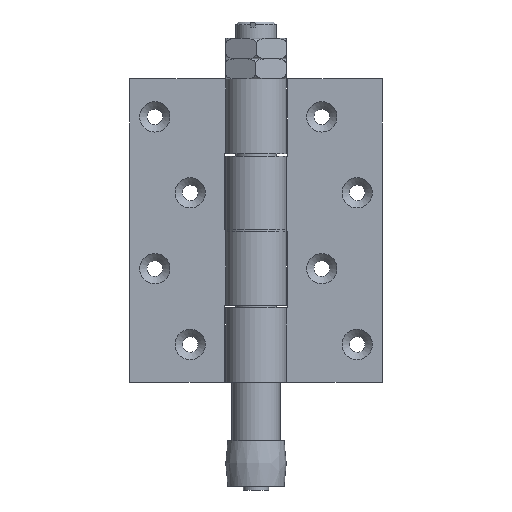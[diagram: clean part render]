
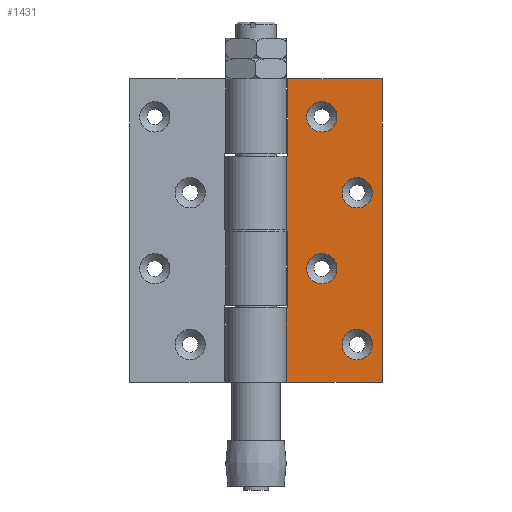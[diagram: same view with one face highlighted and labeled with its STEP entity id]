
A CAD part, left-side view. The second image highlights one B-rep face of the part: STEP entity #1431.
In plain terms, the highlighted face is planar.
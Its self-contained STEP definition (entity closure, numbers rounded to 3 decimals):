
#91=FACE_BOUND('',#482,.T.);
#92=FACE_BOUND('',#483,.T.);
#93=FACE_BOUND('',#484,.T.);
#94=FACE_BOUND('',#485,.T.);
#148=LINE('',#2486,#242);
#152=LINE('',#2502,#246);
#155=LINE('',#2508,#249);
#158=LINE('',#2523,#252);
#162=LINE('',#2539,#256);
#165=LINE('',#2545,#259);
#166=LINE('',#2547,#260);
#167=LINE('',#2549,#261);
#168=LINE('',#2550,#262);
#169=LINE('',#2551,#263);
#242=VECTOR('',#2012,10.);
#246=VECTOR('',#2026,10.);
#249=VECTOR('',#2031,10.);
#252=VECTOR('',#2044,10.);
#256=VECTOR('',#2058,10.);
#259=VECTOR('',#2063,10.);
#260=VECTOR('',#2064,10.);
#261=VECTOR('',#2065,10.);
#262=VECTOR('',#2066,10.);
#263=VECTOR('',#2067,10.);
#331=PLANE('',#1730);
#396=FACE_OUTER_BOUND('',#481,.T.);
#481=EDGE_LOOP('',(#1161,#1162,#1163,#1164,#1165,#1166,#1167,#1168,#1169,
#1170));
#482=EDGE_LOOP('',(#1171,#1172));
#483=EDGE_LOOP('',(#1173,#1174));
#484=EDGE_LOOP('',(#1175,#1176));
#485=EDGE_LOOP('',(#1177,#1178));
#569=CIRCLE('',#1686,6.);
#570=CIRCLE('',#1687,6.);
#574=CIRCLE('',#1693,6.);
#575=CIRCLE('',#1694,6.);
#579=CIRCLE('',#1700,6.);
#580=CIRCLE('',#1701,6.);
#584=CIRCLE('',#1707,6.);
#585=CIRCLE('',#1708,6.);
#671=VERTEX_POINT('',#2428);
#672=VERTEX_POINT('',#2429);
#676=VERTEX_POINT('',#2442);
#677=VERTEX_POINT('',#2443);
#681=VERTEX_POINT('',#2456);
#682=VERTEX_POINT('',#2457);
#686=VERTEX_POINT('',#2470);
#687=VERTEX_POINT('',#2471);
#691=VERTEX_POINT('',#2484);
#692=VERTEX_POINT('',#2485);
#699=VERTEX_POINT('',#2501);
#701=VERTEX_POINT('',#2507);
#707=VERTEX_POINT('',#2521);
#708=VERTEX_POINT('',#2522);
#715=VERTEX_POINT('',#2538);
#717=VERTEX_POINT('',#2544);
#718=VERTEX_POINT('',#2546);
#719=VERTEX_POINT('',#2548);
#827=EDGE_CURVE('',#671,#672,#569,.T.);
#828=EDGE_CURVE('',#672,#671,#570,.T.);
#834=EDGE_CURVE('',#676,#677,#574,.T.);
#835=EDGE_CURVE('',#677,#676,#575,.T.);
#841=EDGE_CURVE('',#681,#682,#579,.T.);
#842=EDGE_CURVE('',#682,#681,#580,.T.);
#848=EDGE_CURVE('',#686,#687,#584,.T.);
#849=EDGE_CURVE('',#687,#686,#585,.T.);
#855=EDGE_CURVE('',#691,#692,#148,.T.);
#863=EDGE_CURVE('',#699,#691,#152,.T.);
#866=EDGE_CURVE('',#701,#699,#155,.T.);
#873=EDGE_CURVE('',#707,#708,#158,.T.);
#881=EDGE_CURVE('',#715,#707,#162,.T.);
#884=EDGE_CURVE('',#717,#692,#165,.T.);
#885=EDGE_CURVE('',#717,#718,#166,.T.);
#886=EDGE_CURVE('',#718,#719,#167,.T.);
#887=EDGE_CURVE('',#719,#715,#168,.T.);
#888=EDGE_CURVE('',#701,#708,#169,.T.);
#1161=ORIENTED_EDGE('',*,*,#866,.T.);
#1162=ORIENTED_EDGE('',*,*,#863,.T.);
#1163=ORIENTED_EDGE('',*,*,#855,.T.);
#1164=ORIENTED_EDGE('',*,*,#884,.F.);
#1165=ORIENTED_EDGE('',*,*,#885,.T.);
#1166=ORIENTED_EDGE('',*,*,#886,.T.);
#1167=ORIENTED_EDGE('',*,*,#887,.T.);
#1168=ORIENTED_EDGE('',*,*,#881,.T.);
#1169=ORIENTED_EDGE('',*,*,#873,.T.);
#1170=ORIENTED_EDGE('',*,*,#888,.F.);
#1171=ORIENTED_EDGE('',*,*,#827,.T.);
#1172=ORIENTED_EDGE('',*,*,#828,.T.);
#1173=ORIENTED_EDGE('',*,*,#834,.T.);
#1174=ORIENTED_EDGE('',*,*,#835,.T.);
#1175=ORIENTED_EDGE('',*,*,#841,.T.);
#1176=ORIENTED_EDGE('',*,*,#842,.T.);
#1177=ORIENTED_EDGE('',*,*,#848,.T.);
#1178=ORIENTED_EDGE('',*,*,#849,.T.);
#1431=ADVANCED_FACE('',(#396,#91,#92,#93,#94),#331,.T.);
#1686=AXIS2_PLACEMENT_3D('',#2430,#1948,#1949);
#1687=AXIS2_PLACEMENT_3D('',#2431,#1950,#1951);
#1693=AXIS2_PLACEMENT_3D('',#2444,#1964,#1965);
#1694=AXIS2_PLACEMENT_3D('',#2445,#1966,#1967);
#1700=AXIS2_PLACEMENT_3D('',#2458,#1980,#1981);
#1701=AXIS2_PLACEMENT_3D('',#2459,#1982,#1983);
#1707=AXIS2_PLACEMENT_3D('',#2472,#1996,#1997);
#1708=AXIS2_PLACEMENT_3D('',#2473,#1998,#1999);
#1730=AXIS2_PLACEMENT_3D('',#2543,#2061,#2062);
#1948=DIRECTION('center_axis',(0.,1.,0.));
#1949=DIRECTION('ref_axis',(1.,0.,0.));
#1950=DIRECTION('center_axis',(0.,1.,0.));
#1951=DIRECTION('ref_axis',(1.,0.,0.));
#1964=DIRECTION('center_axis',(0.,1.,0.));
#1965=DIRECTION('ref_axis',(1.,0.,0.));
#1966=DIRECTION('center_axis',(0.,1.,0.));
#1967=DIRECTION('ref_axis',(1.,0.,0.));
#1980=DIRECTION('center_axis',(0.,1.,0.));
#1981=DIRECTION('ref_axis',(1.,0.,0.));
#1982=DIRECTION('center_axis',(0.,1.,0.));
#1983=DIRECTION('ref_axis',(1.,0.,0.));
#1996=DIRECTION('center_axis',(0.,1.,0.));
#1997=DIRECTION('ref_axis',(1.,0.,0.));
#1998=DIRECTION('center_axis',(0.,1.,0.));
#1999=DIRECTION('ref_axis',(1.,0.,0.));
#2012=DIRECTION('',(1.,0.,0.));
#2026=DIRECTION('',(0.,0.,1.));
#2031=DIRECTION('',(-1.,0.,0.));
#2044=DIRECTION('',(1.,0.,0.));
#2058=DIRECTION('',(0.,0.,1.));
#2061=DIRECTION('center_axis',(0.,-1.,0.));
#2062=DIRECTION('ref_axis',(0.,0.,-1.));
#2063=DIRECTION('',(0.,0.,-1.));
#2064=DIRECTION('',(-1.,0.,0.));
#2065=DIRECTION('',(0.,0.,-1.));
#2066=DIRECTION('',(1.,0.,0.));
#2067=DIRECTION('',(0.,0.,-1.));
#2428=CARTESIAN_POINT('',(-34.,0.,-15.));
#2429=CARTESIAN_POINT('',(-46.,0.,-15.));
#2430=CARTESIAN_POINT('Origin',(-40.,0.,-15.));
#2431=CARTESIAN_POINT('Origin',(-40.,0.,-15.));
#2442=CARTESIAN_POINT('',(-34.,0.,45.));
#2443=CARTESIAN_POINT('',(-46.,0.,45.));
#2444=CARTESIAN_POINT('Origin',(-40.,0.,45.));
#2445=CARTESIAN_POINT('Origin',(-40.,0.,45.));
#2456=CARTESIAN_POINT('',(-20.,0.,15.));
#2457=CARTESIAN_POINT('',(-32.,0.,15.));
#2458=CARTESIAN_POINT('Origin',(-26.,0.,15.));
#2459=CARTESIAN_POINT('Origin',(-26.,0.,15.));
#2470=CARTESIAN_POINT('',(-20.,0.,-45.));
#2471=CARTESIAN_POINT('',(-32.,0.,-45.));
#2472=CARTESIAN_POINT('Origin',(-26.,0.,-45.));
#2473=CARTESIAN_POINT('Origin',(-26.,0.,-45.));
#2484=CARTESIAN_POINT('',(-12.54,0.,30.5));
#2485=CARTESIAN_POINT('',(-12.054,0.,30.5));
#2486=CARTESIAN_POINT('',(12.057,0.,30.5));
#2501=CARTESIAN_POINT('',(-12.54,0.,0.4));
#2502=CARTESIAN_POINT('',(-12.54,0.,15.25));
#2507=CARTESIAN_POINT('',(-12.054,0.,0.4));
#2508=CARTESIAN_POINT('',(-10.295,0.,0.4));
#2521=CARTESIAN_POINT('',(-12.54,0.,-29.5));
#2522=CARTESIAN_POINT('',(-12.054,0.,-29.5));
#2523=CARTESIAN_POINT('',(12.057,0.,-29.5));
#2538=CARTESIAN_POINT('',(-12.54,0.,-60.));
#2539=CARTESIAN_POINT('',(-12.54,0.,-14.75));
#2543=CARTESIAN_POINT('Origin',(-8.05,0.,0.));
#2544=CARTESIAN_POINT('',(-12.054,0.,60.));
#2545=CARTESIAN_POINT('',(-12.054,0.,0.));
#2546=CARTESIAN_POINT('',(-50.,0.,60.));
#2547=CARTESIAN_POINT('',(-50.,0.,60.));
#2548=CARTESIAN_POINT('',(-50.,0.,-60.));
#2549=CARTESIAN_POINT('',(-50.,0.,0.));
#2550=CARTESIAN_POINT('',(-50.,0.,-60.));
#2551=CARTESIAN_POINT('',(-12.054,0.,0.));
